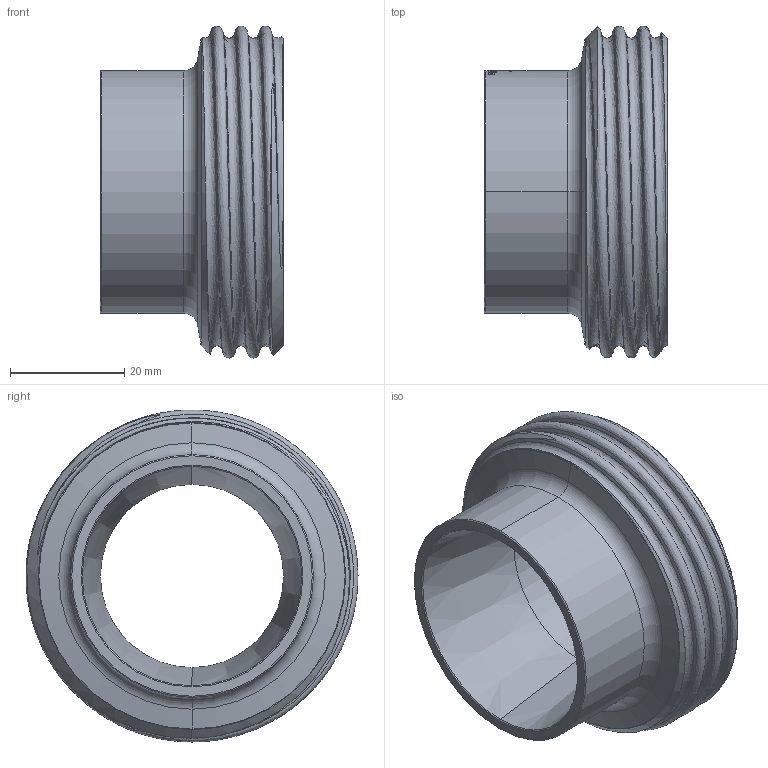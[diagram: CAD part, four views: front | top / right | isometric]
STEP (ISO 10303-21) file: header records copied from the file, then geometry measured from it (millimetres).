
FILE_DESCRIPTION (( 'STEP AP214' ), '1' );
FILE_NAME ('GL-213-042-x Gewindestutzen SC42,4 2,0 heco.STEP', '2017-09-13T15:51:50', ( '' ), ( '' ), 'SwSTEP 2.0', 'SolidWorks 2016', '' );
FILE_SCHEMA (( 'AUTOMOTIVE_DESIGN' ));
Length unit declared in the file: millimetre
Products named in the file (1): GL-213-042-x Gewindestutzen SC42,4 2,0 heco
Bounding box: 32 x 58 x 58 mm (x, y, z)
Volume: 22132 mm3; surface area: 12915.1 mm2
Topology: 1 solids, 1 shells, 229 faces, 587 edges, 382 vertices
Faces by surface type: bspline 103, plane 66, cylinder 28, torus 22, cone 10
Entity records: 18911 total; most frequent: CARTESIAN_POINT 12230, ORIENTED_EDGE 1174, DIRECTION 645, EDGE_CURVE 587, VERTEX_POINT 382, B_SPLINE_CURVE_WITH_KNOTS 331, AXIS2_PLACEMENT_3D 267, EDGE_LOOP 253
